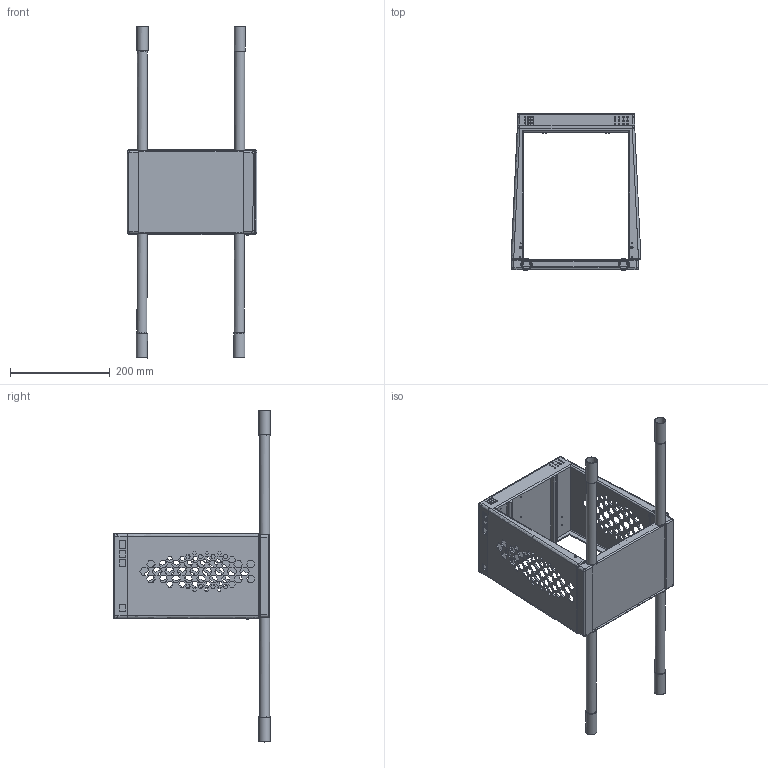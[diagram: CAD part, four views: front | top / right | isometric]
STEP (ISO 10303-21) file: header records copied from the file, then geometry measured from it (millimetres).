
FILE_DESCRIPTION(/* description */ (''),/* implementation_level */ '2;1');
FILE_NAME(/* name */ 'Drone_Platform_for_CFD v1.step',/* time_stamp */ '2024-03-14T15:13:46+05:30',/* author */ (''),/* organization */ (''),/* preprocessor_version */ 'ST-DEVELOPER v20',/* originating_system */ 'Autodesk Translation Framework v12.20.1.177',/* authorisation */ '');
FILE_SCHEMA (('AUTOMOTIVE_DESIGN { 1 0 10303 214 3 1 1 }'));
Products named in the file (21): Drone_Platform_for_CFD; pr_3 v23; Component2; Component3; Component4; Component5; Component6; Component7; Component8; Component9; Component10; Component11; Component12; Component13; Component14; Component15; Component16; Towerpro Micro Servo 9g v1; Component18; Component19; Component20
Assembly tree (20 placements, depth 3):
  Drone_Platform_for_CFD
    pr_3 v23
      Component2
      Component3
      Component4
      Component5
      Component6
      Component7
      Component8
      Component9
      Component10
      Component11
      Component12
      Component13
      Component14
      Component15
      Component16
      Towerpro Micro Servo 9g v1
      Component18
      Component19
      Component20
Bounding box: 260.08 x 313.25 x 665.04 mm (x, y, z)
Volume: 1192770.9 mm3; surface area: 693402.1 mm2
Topology: 17 solids, 17 shells, 1705 faces, 4692 edges, 3080 vertices
Faces by surface type: plane 993, cylinder 652, bspline 52, torus 8
Full cylindrical faces by diameter (mm): 0.5 x8, 0.8 x12, 1 x4, 1.5 x12, 2 x8, 2.7 x4, 3 x52, 3.175 x4, 4.8 x1, 5 x7, 7 x4, 8 x4, 9 x4, 9.5 x4, 10 x9, 17.5 x4, 20 x8, 22.5 x4
Entity records: 58070 total; most frequent: CARTESIAN_POINT 11619, DIRECTION 9372, ORIENTED_EDGE 9344, EDGE_CURVE 4672, LINE 3208, VECTOR 3208, AXIS2_PLACEMENT_3D 3082, VERTEX_POINT 3078
